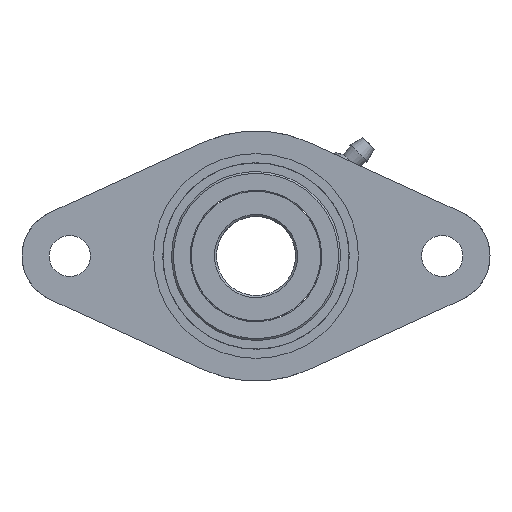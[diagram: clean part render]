
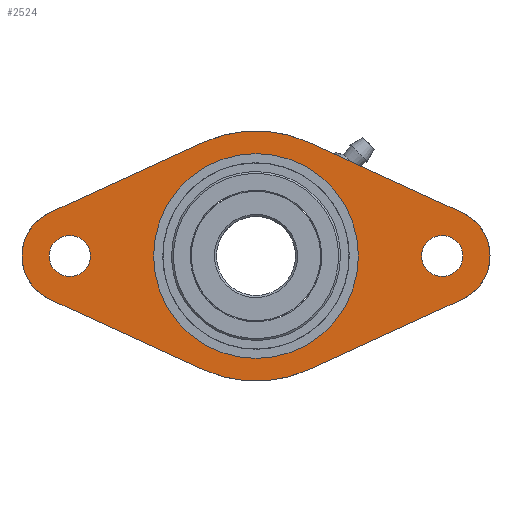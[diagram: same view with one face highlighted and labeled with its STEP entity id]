
A CAD part, left-side view. The second image highlights one B-rep face of the part: STEP entity #2524.
In plain terms, the highlighted planar face has unit normal (-1, 0, 0).
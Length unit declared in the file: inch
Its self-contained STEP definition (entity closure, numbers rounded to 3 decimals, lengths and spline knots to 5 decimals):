
#64=PLANE('',#2781);
#127=LINE('',#3885,#201);
#129=LINE('',#3888,#203);
#135=LINE('',#3900,#209);
#136=LINE('',#3902,#210);
#201=VECTOR('',#3137,39.37008);
#203=VECTOR('',#3141,39.37008);
#209=VECTOR('',#3159,39.37008);
#210=VECTOR('',#3162,39.37008);
#485=FACE_BOUND('',#788,.T.);
#486=FACE_BOUND('',#789,.T.);
#487=FACE_BOUND('',#790,.T.);
#615=FACE_OUTER_BOUND('',#787,.T.);
#787=EDGE_LOOP('',(#1871,#1872,#1873,#1874,#1875,#1876,#1877,#1878));
#788=EDGE_LOOP('',(#1879));
#789=EDGE_LOOP('',(#1880));
#790=EDGE_LOOP('',(#1881));
#1028=CIRCLE('',#2735,1.1875);
#1032=CIRCLE('',#2739,1.1875);
#1037=CIRCLE('',#2746,0.19531);
#1038=CIRCLE('',#2748,0.45313);
#1042=CIRCLE('',#2753,0.97146);
#1045=CIRCLE('',#2757,0.19531);
#1049=CIRCLE('',#2762,0.45313);
#1168=VERTEX_POINT('',#3757);
#1169=VERTEX_POINT('',#3759);
#1176=VERTEX_POINT('',#3773);
#1177=VERTEX_POINT('',#3775);
#1182=VERTEX_POINT('',#3788);
#1183=VERTEX_POINT('',#3791);
#1184=VERTEX_POINT('',#3792);
#1191=VERTEX_POINT('',#3808);
#1194=VERTEX_POINT('',#3815);
#1195=VERTEX_POINT('',#3818);
#1202=VERTEX_POINT('',#3831);
#1432=EDGE_CURVE('',#1169,#1168,#1028,.T.);
#1440=EDGE_CURVE('',#1177,#1176,#1032,.T.);
#1446=EDGE_CURVE('',#1182,#1182,#1037,.T.);
#1447=EDGE_CURVE('',#1183,#1184,#1038,.T.);
#1455=EDGE_CURVE('',#1191,#1191,#1042,.T.);
#1458=EDGE_CURVE('',#1194,#1194,#1045,.T.);
#1466=EDGE_CURVE('',#1195,#1202,#1049,.T.);
#1473=EDGE_CURVE('',#1184,#1169,#127,.T.);
#1475=EDGE_CURVE('',#1168,#1195,#129,.T.);
#1481=EDGE_CURVE('',#1202,#1177,#135,.T.);
#1482=EDGE_CURVE('',#1176,#1183,#136,.T.);
#1871=ORIENTED_EDGE('',*,*,#1475,.T.);
#1872=ORIENTED_EDGE('',*,*,#1466,.T.);
#1873=ORIENTED_EDGE('',*,*,#1481,.T.);
#1874=ORIENTED_EDGE('',*,*,#1440,.T.);
#1875=ORIENTED_EDGE('',*,*,#1482,.T.);
#1876=ORIENTED_EDGE('',*,*,#1447,.T.);
#1877=ORIENTED_EDGE('',*,*,#1473,.T.);
#1878=ORIENTED_EDGE('',*,*,#1432,.T.);
#1879=ORIENTED_EDGE('',*,*,#1458,.T.);
#1880=ORIENTED_EDGE('',*,*,#1455,.T.);
#1881=ORIENTED_EDGE('',*,*,#1446,.T.);
#2524=ADVANCED_FACE('',(#615,#485,#486,#487),#64,.F.);
#2735=AXIS2_PLACEMENT_3D('',#3760,#3045,#3046);
#2739=AXIS2_PLACEMENT_3D('',#3776,#3057,#3058);
#2746=AXIS2_PLACEMENT_3D('',#3789,#3072,#3073);
#2748=AXIS2_PLACEMENT_3D('',#3793,#3076,#3077);
#2753=AXIS2_PLACEMENT_3D('',#3809,#3090,#3091);
#2757=AXIS2_PLACEMENT_3D('',#3816,#3098,#3099);
#2762=AXIS2_PLACEMENT_3D('',#3833,#3112,#3113);
#2781=AXIS2_PLACEMENT_3D('',#3901,#3160,#3161);
#3045=DIRECTION('center_axis',(-1.,0.,0.));
#3046=DIRECTION('ref_axis',(0.,-0.416,0.909));
#3057=DIRECTION('center_axis',(-1.,0.,0.));
#3058=DIRECTION('ref_axis',(0.,0.416,-0.909));
#3072=DIRECTION('center_axis',(1.,0.,0.));
#3073=DIRECTION('ref_axis',(0.,0.,-1.));
#3076=DIRECTION('center_axis',(-1.,0.,0.));
#3077=DIRECTION('ref_axis',(0.,-1.,0.));
#3090=DIRECTION('center_axis',(1.,0.,0.));
#3091=DIRECTION('ref_axis',(0.,0.,-1.));
#3098=DIRECTION('center_axis',(1.,0.,0.));
#3099=DIRECTION('ref_axis',(0.,0.,
1.));
#3112=DIRECTION('center_axis',(-1.,0.,0.));
#3113=DIRECTION('ref_axis',(0.,0.416,0.909));
#3137=DIRECTION('',(0.,0.909,0.416));
#3141=DIRECTION('',(0.,0.909,-0.416));
#3159=DIRECTION('',(0.,-0.909,-0.416));
#3160=DIRECTION('center_axis',(1.,0.,0.));
#3161=DIRECTION('ref_axis',(0.,0.,1.));
#3162=DIRECTION('',(0.,-0.909,0.416));
#3757=CARTESIAN_POINT('',(0.,0.49392,1.07991));
#3759=CARTESIAN_POINT('',(0.,-0.49392,1.07991));
#3760=CARTESIAN_POINT('Origin',(0.,0.,
0.));
#3773=CARTESIAN_POINT('',(0.,-0.49392,-1.07991));
#3775=CARTESIAN_POINT('',(0.,0.49392,-1.07991));
#3776=CARTESIAN_POINT('Origin',(0.,0.,
0.));
#3788=CARTESIAN_POINT('',(0.,-1.76563,-0.19531));
#3789=CARTESIAN_POINT('Origin',(0.,-1.76563,0.));
#3791=CARTESIAN_POINT('',(0.,-1.95409,-0.41207));
#3792=CARTESIAN_POINT('',(0.,-1.95409,0.41207));
#3793=CARTESIAN_POINT('Origin',(0.,-1.76563,
0.));
#3808=CARTESIAN_POINT('',(0.,0.,-0.97146));
#3809=CARTESIAN_POINT('Origin',(0.,0.,0.));
#3815=CARTESIAN_POINT('',(0.,1.76563,0.19531));
#3816=CARTESIAN_POINT('Origin',(0.,1.76563,0.));
#3818=CARTESIAN_POINT('',(0.,1.95409,0.41207));
#3831=CARTESIAN_POINT('',(0.,1.95409,-0.41207));
#3833=CARTESIAN_POINT('Origin',(0.,1.76563,0.));
#3885=CARTESIAN_POINT('',(0.,-1.95409,0.41207));
#3888=CARTESIAN_POINT('',(0.,0.49392,1.07991));
#3900=CARTESIAN_POINT('',(0.,1.95409,-0.41207));
#3901=CARTESIAN_POINT('Origin',(0.,-0.00129,
0.));
#3902=CARTESIAN_POINT('',(0.,-0.49392,-1.07991));
